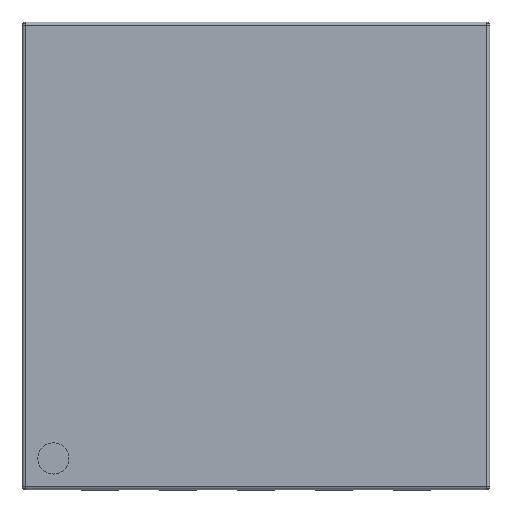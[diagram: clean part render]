
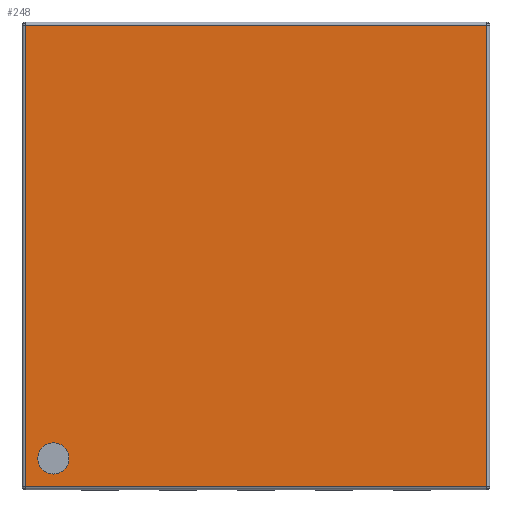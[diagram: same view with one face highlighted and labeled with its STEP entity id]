
A CAD part, top view. The second image highlights one B-rep face of the part: STEP entity #248.
In plain terms, the highlighted planar face has unit normal (0, 0, 1).
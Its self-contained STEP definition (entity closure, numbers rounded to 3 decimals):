
#230 = CARTESIAN_POINT ( 'NONE',  ( 1.48, 0., 0.8 ) ) ;
#248 = ADVANCED_FACE ( 'NONE', ( #2371, #1835 ), #739, .T. ) ;
#254 = DIRECTION ( 'NONE',  ( 1., 0., 0. ) ) ;
#717 = VERTEX_POINT ( 'NONE', #6212 ) ;
#734 = LINE ( 'NONE', #1831, #2813 ) ;
#739 = PLANE ( 'NONE',  #4015 ) ;
#775 = EDGE_CURVE ( 'NONE', #717, #998, #4457, .T. ) ;
#841 = LINE ( 'NONE', #230, #2426 ) ;
#998 = VERTEX_POINT ( 'NONE', #5013 ) ;
#1001 = EDGE_LOOP ( 'NONE', ( #4914, #3644 ) ) ;
#1213 = EDGE_CURVE ( 'NONE', #4509, #2204, #841, .T. ) ;
#1546 = DIRECTION ( 'NONE',  ( 0., 0., -1. ) ) ;
#1763 = DIRECTION ( 'NONE',  ( 0., 0., 1. ) ) ;
#1831 = CARTESIAN_POINT ( 'NONE',  ( 0., -1.48, 0.8 ) ) ;
#1835 = FACE_OUTER_BOUND ( 'NONE', #2640, .T. ) ;
#1960 = VECTOR ( 'NONE', #4822, 1000. ) ;
#1961 = ORIENTED_EDGE ( 'NONE', *, *, #1213, .T. ) ;
#2130 = CARTESIAN_POINT ( 'NONE',  ( 1.48, -1.48, 0.8 ) ) ;
#2204 = VERTEX_POINT ( 'NONE', #4680 ) ;
#2371 = FACE_BOUND ( 'NONE', #1001, .T. ) ;
#2426 = VECTOR ( 'NONE', #5507, 1000. ) ;
#2640 = EDGE_LOOP ( 'NONE', ( #4812, #3662, #1961, #3516 ) ) ;
#2764 = CARTESIAN_POINT ( 'NONE',  ( -1.48, 1.48, 0.8 ) ) ;
#2777 = LINE ( 'NONE', #6372, #1960 ) ;
#2793 = VECTOR ( 'NONE', #6606, 1000. ) ;
#2813 = VECTOR ( 'NONE', #254, 1000. ) ;
#3146 = CIRCLE ( 'NONE', #4203, 0.1 ) ;
#3322 = DIRECTION ( 'NONE',  ( 1., 0., 0. ) ) ;
#3516 = ORIENTED_EDGE ( 'NONE', *, *, #5512, .T. ) ;
#3534 = DIRECTION ( 'NONE',  ( 1., 0., 0. ) ) ;
#3561 = DIRECTION ( 'NONE',  ( 1., 0., 0. ) ) ;
#3644 = ORIENTED_EDGE ( 'NONE', *, *, #5253, .T. ) ;
#3662 = ORIENTED_EDGE ( 'NONE', *, *, #5505, .T. ) ;
#3925 = VERTEX_POINT ( 'NONE', #4204 ) ;
#4015 = AXIS2_PLACEMENT_3D ( 'NONE', #6348, #1763, #3322 ) ;
#4161 = EDGE_CURVE ( 'NONE', #5172, #3925, #5033, .T. ) ;
#4203 = AXIS2_PLACEMENT_3D ( 'NONE', #5542, #6083, #3534 ) ;
#4204 = CARTESIAN_POINT ( 'NONE',  ( -1.48, -1.48, 0.8 ) ) ;
#4457 = CIRCLE ( 'NONE', #6359, 0.1 ) ;
#4509 = VERTEX_POINT ( 'NONE', #2130 ) ;
#4680 = CARTESIAN_POINT ( 'NONE',  ( 1.48, 1.48, 0.8 ) ) ;
#4705 = CARTESIAN_POINT ( 'NONE',  ( -1.3, -1.3, 0.8 ) ) ;
#4812 = ORIENTED_EDGE ( 'NONE', *, *, #4161, .T. ) ;
#4822 = DIRECTION ( 'NONE',  ( -1., 0., 0. ) ) ;
#4914 = ORIENTED_EDGE ( 'NONE', *, *, #775, .T. ) ;
#5013 = CARTESIAN_POINT ( 'NONE',  ( -1.4, -1.3, 0.8 ) ) ;
#5033 = LINE ( 'NONE', #6080, #2793 ) ;
#5172 = VERTEX_POINT ( 'NONE', #2764 ) ;
#5253 = EDGE_CURVE ( 'NONE', #998, #717, #3146, .T. ) ;
#5505 = EDGE_CURVE ( 'NONE', #3925, #4509, #734, .T. ) ;
#5507 = DIRECTION ( 'NONE',  ( 0., 1., 0. ) ) ;
#5512 = EDGE_CURVE ( 'NONE', #2204, #5172, #2777, .T. ) ;
#5542 = CARTESIAN_POINT ( 'NONE',  ( -1.3, -1.3, 0.8 ) ) ;
#6080 = CARTESIAN_POINT ( 'NONE',  ( -1.48, 0., 0.8 ) ) ;
#6083 = DIRECTION ( 'NONE',  ( 0., 0., -1. ) ) ;
#6212 = CARTESIAN_POINT ( 'NONE',  ( -1.2, -1.3, 0.8 ) ) ;
#6348 = CARTESIAN_POINT ( 'NONE',  ( 0., 0., 0.8 ) ) ;
#6359 = AXIS2_PLACEMENT_3D ( 'NONE', #4705, #1546, #3561 ) ;
#6372 = CARTESIAN_POINT ( 'NONE',  ( 0., 1.48, 0.8 ) ) ;
#6606 = DIRECTION ( 'NONE',  ( 0., -1., 0. ) ) ;
